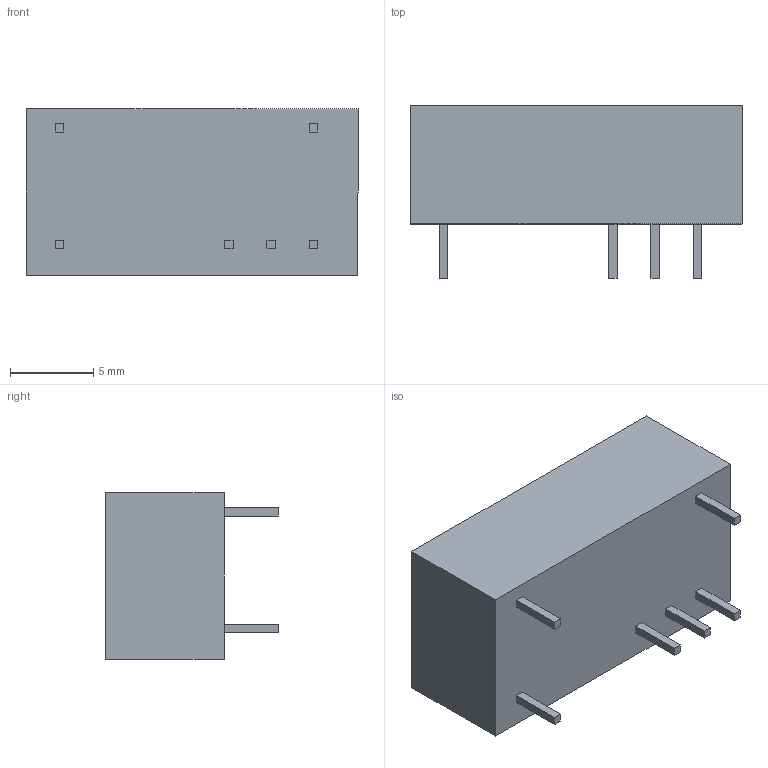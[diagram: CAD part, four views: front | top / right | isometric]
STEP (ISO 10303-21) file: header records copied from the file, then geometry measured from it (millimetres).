
FILE_DESCRIPTION (( 'STEP AP214' ), '1' );
FILE_NAME ('RGZ-0505.STEP', '2013-08-11T12:45:16', ( '' ), ( '' ), 'SwSTEP 2.0', 'SolidWorks 2011', '' );
FILE_SCHEMA (( 'AUTOMOTIVE_DESIGN' ));
Length unit declared in the file: millimetre
Products named in the file (1): RGZ-0505
Bounding box: 19.9 x 10.35 x 10 mm (x, y, z)
Volume: 1417.8 mm3; surface area: 866.3 mm2
Topology: 1 solids, 1 shells, 276 faces, 735 edges, 490 vertices
Faces by surface type: plane 208, bspline 66, cylinder 2
Entity records: 12809 total; most frequent: CARTESIAN_POINT 6336, ORIENTED_EDGE 1470, DIRECTION 1029, EDGE_CURVE 735, VECTOR 599, LINE 599, VERTEX_POINT 490, EDGE_LOOP 305
